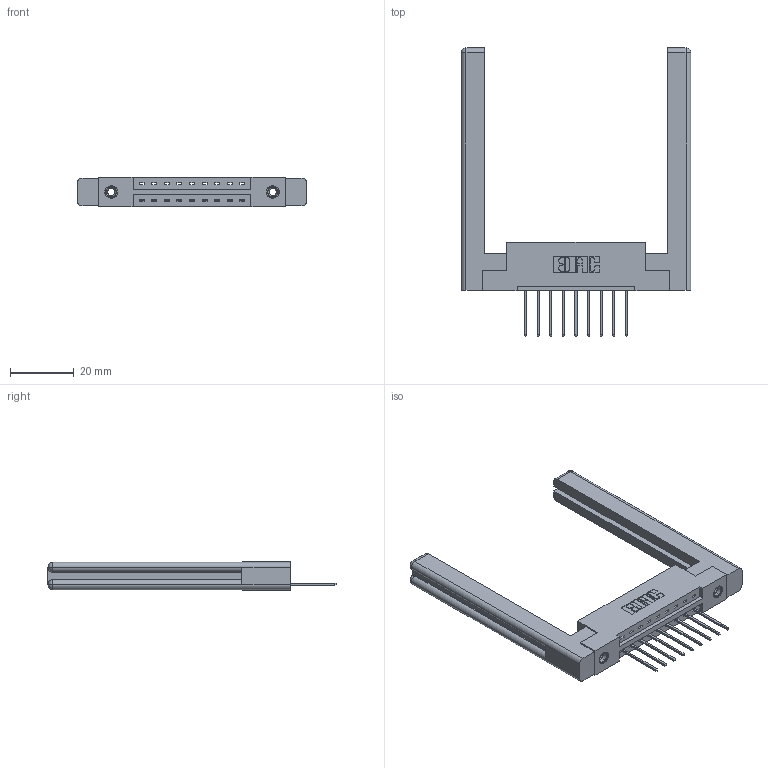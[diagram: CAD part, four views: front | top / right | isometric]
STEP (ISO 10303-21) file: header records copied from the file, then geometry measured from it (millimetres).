
FILE_DESCRIPTION (( 'STEP AP203' ), '1' );
FILE_NAME ('387-009-540-158.STEP', '2019-10-02T05:11:40', ( '' ), ( '' ), 'SwSTEP 2.0', 'SolidWorks 2016', '' );
FILE_SCHEMA (( 'CONFIG_CONTROL_DESIGN' ));
Length unit declared in the file: inch
Products named in the file (5): 345-250-001_345-250-001-102; 387-009-540-158; 307-220-058; 337 Part_Flush Mounting Lugs - 0.156 Dia-TI; 345-292-001_345-293-140
Assembly tree (14 placements, depth 2):
  387-009-540-158
    337 Part_Flush Mounting Lugs - 0.156 Dia-TI
    345-292-001_345-293-140  x9
    345-250-001_345-250-001-102  x2
    307-220-058  x2
Bounding box: 72.29 x 90.56 x 9.4 mm (x, y, z)
Volume: 14274.5 mm3; surface area: 12469.9 mm2
Topology: 14 solids, 14 shells, 814 faces, 2357 edges, 1546 vertices
Faces by surface type: plane 568, cylinder 222, cone 12, torus 12
Entity records: 13610 total; most frequent: CARTESIAN_POINT 2368, ORIENTED_EDGE 2252, DIRECTION 2080, EDGE_CURVE 1126, VECTOR 950, LINE 950, VERTEX_POINT 742, AXIS2_PLACEMENT_3D 565
